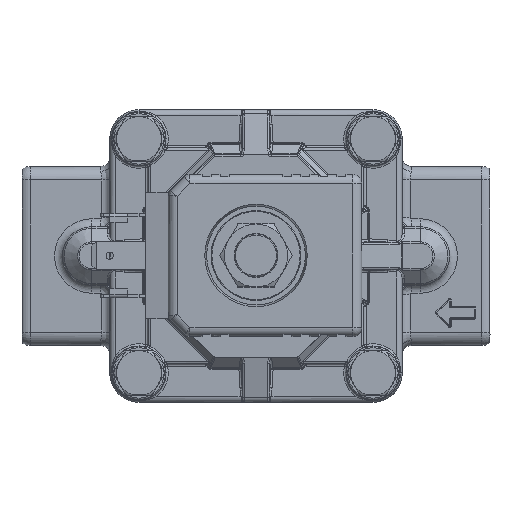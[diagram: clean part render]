
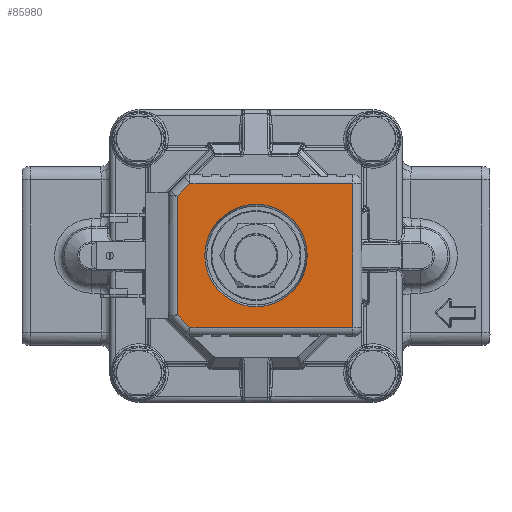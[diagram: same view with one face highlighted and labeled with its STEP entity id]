
A CAD part, top view. The second image highlights one B-rep face of the part: STEP entity #85980.
In plain terms, the highlighted face is planar.
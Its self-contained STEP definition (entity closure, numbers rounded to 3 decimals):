
#82099=CARTESIAN_POINT('',(0.,34.5,0.));
#82100=DIRECTION('',(0.,1.,0.));
#82101=DIRECTION('',(1.,0.,0.));
#82102=AXIS2_PLACEMENT_3D('',#82099,#82100,#82101);
#82107=CARTESIAN_POINT('',(0.,34.5,0.));
#82108=DIRECTION('',(0.,1.,0.));
#82109=DIRECTION('',(-1.,0.,0.));
#82110=AXIS2_PLACEMENT_3D('',#82107,#82108,#82109);
#82115=DIRECTION('',(0.707,0.,0.707));
#82116=VECTOR('',#82115,4.);
#82117=CARTESIAN_POINT('',(-17.5,34.5,13.172));
#82118=LINE('',#82117,#82116);
#82122=DIRECTION('',(0.,0.,-1.));
#82123=VECTOR('',#82122,26.343);
#82124=CARTESIAN_POINT('',(-17.5,34.5,13.172));
#82125=LINE('',#82124,#82123);
#82129=DIRECTION('',(-0.707,0.,0.707));
#82130=VECTOR('',#82129,4.);
#82131=CARTESIAN_POINT('',(-14.672,34.5,-16.));
#82132=LINE('',#82131,#82130);
#82136=DIRECTION('',(1.,0.,0.));
#82137=VECTOR('',#82136,36.172);
#82138=CARTESIAN_POINT('',(-14.672,34.5,-16.));
#82139=LINE('',#82138,#82137);
#82143=DIRECTION('',(0.,0.,1.));
#82144=VECTOR('',#82143,32.);
#82145=CARTESIAN_POINT('',(21.5,34.5,-16.));
#82146=LINE('',#82145,#82144);
#82150=DIRECTION('',(-1.,0.,0.));
#82151=VECTOR('',#82150,36.172);
#82152=CARTESIAN_POINT('',(21.5,34.5,16.));
#82153=LINE('',#82152,#82151);
#84932=CARTESIAN_POINT('',(11.384,34.5,0.));
#84933=CARTESIAN_POINT('',(-11.384,34.5,0.));
#84934=VERTEX_POINT('',#84932);
#84935=VERTEX_POINT('',#84933);
#84952=CARTESIAN_POINT('',(-17.5,34.5,13.172));
#84953=CARTESIAN_POINT('',(-14.672,34.5,16.));
#84954=VERTEX_POINT('',#84952);
#84955=VERTEX_POINT('',#84953);
#84960=CARTESIAN_POINT('',(-17.5,34.5,-13.172));
#84961=VERTEX_POINT('',#84960);
#84970=CARTESIAN_POINT('',(-14.672,34.5,-16.));
#84971=VERTEX_POINT('',#84970);
#84972=CARTESIAN_POINT('',(21.5,34.5,16.));
#84973=VERTEX_POINT('',#84972);
#84980=CARTESIAN_POINT('',(21.5,34.5,-16.));
#84981=VERTEX_POINT('',#84980);
#85956=CARTESIAN_POINT('',(23.5,34.5,-18.));
#85957=DIRECTION('',(0.,1.,0.));
#85958=DIRECTION('',(-1.,0.,0.));
#85959=AXIS2_PLACEMENT_3D('',#85956,#85957,#85958);
#85960=PLANE('',#85959);
#85962=ORIENTED_EDGE('',*,*,#85961,.F.);
#85963=ORIENTED_EDGE('',*,*,#85946,.T.);
#85965=ORIENTED_EDGE('',*,*,#85964,.F.);
#85967=ORIENTED_EDGE('',*,*,#85966,.T.);
#85969=ORIENTED_EDGE('',*,*,#85968,.T.);
#85971=ORIENTED_EDGE('',*,*,#85970,.T.);
#85972=EDGE_LOOP('',(#85962,#85963,#85965,#85967,#85969,#85971));
#85973=FACE_OUTER_BOUND('',#85972,.F.);
#85975=ORIENTED_EDGE('',*,*,#85974,.T.);
#85977=ORIENTED_EDGE('',*,*,#85976,.T.);
#85978=EDGE_LOOP('',(#85975,#85977));
#85979=FACE_BOUND('',#85978,.F.);
#85980=ADVANCED_FACE('',(#85973,#85979),#85960,.T.);
#82103=CIRCLE('',#82102,11.384);
#82111=CIRCLE('',#82110,11.384);
#85946=EDGE_CURVE('',#84954,#84961,#82125,.T.);
#85961=EDGE_CURVE('',#84954,#84955,#82118,.T.);
#85964=EDGE_CURVE('',#84971,#84961,#82132,.T.);
#85966=EDGE_CURVE('',#84971,#84981,#82139,.T.);
#85968=EDGE_CURVE('',#84981,#84973,#82146,.T.);
#85970=EDGE_CURVE('',#84973,#84955,#82153,.T.);
#85974=EDGE_CURVE('',#84934,#84935,#82103,.T.);
#85976=EDGE_CURVE('',#84935,#84934,#82111,.T.);
